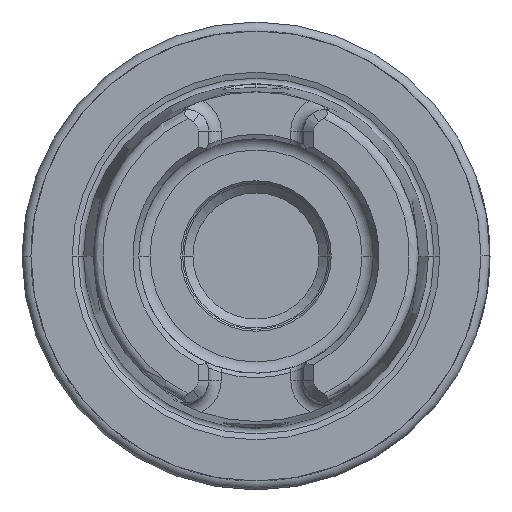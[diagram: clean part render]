
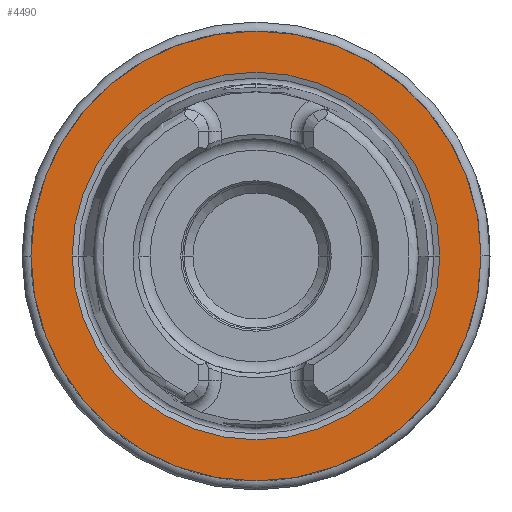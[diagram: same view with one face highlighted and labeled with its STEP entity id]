
A CAD part, left-side view. The second image highlights one B-rep face of the part: STEP entity #4490.
In plain terms, the highlighted planar face has unit normal (-1, 0, 0).
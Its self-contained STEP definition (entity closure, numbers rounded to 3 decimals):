
#867=CARTESIAN_POINT('',(0.,0.,0.));
#868=DIRECTION('',(1.,0.,0.));
#869=DIRECTION('',(0.,1.,0.));
#870=AXIS2_PLACEMENT_3D('',#867,#868,#869);
#872=CARTESIAN_POINT('',(0.,0.,0.));
#873=DIRECTION('',(-1.,0.,0.));
#874=DIRECTION('',(0.,1.,0.));
#875=AXIS2_PLACEMENT_3D('',#872,#873,#874);
#877=CARTESIAN_POINT('',(0.,0.,0.));
#878=DIRECTION('',(-1.,0.,0.));
#879=DIRECTION('',(0.,-1.,0.));
#880=AXIS2_PLACEMENT_3D('',#877,#878,#879);
#882=CARTESIAN_POINT('',(0.,0.,0.));
#883=DIRECTION('',(-1.,0.,0.));
#884=DIRECTION('',(0.,1.,0.));
#885=AXIS2_PLACEMENT_3D('',#882,#883,#884);
#3019=CARTESIAN_POINT('',(0.,-20.425,0.));
#3020=VERTEX_POINT('',#3019);
#3021=CARTESIAN_POINT('',(0.,20.425,0.));
#3022=VERTEX_POINT('',#3021);
#3341=CARTESIAN_POINT('',(0.,25.,0.));
#3342=CARTESIAN_POINT('',(0.,-25.,0.));
#3343=VERTEX_POINT('',#3341);
#3344=VERTEX_POINT('',#3342);
#4475=CARTESIAN_POINT('',(0.,0.,0.));
#4476=DIRECTION('',(1.,0.,0.));
#4477=DIRECTION('',(0.,-1.,0.));
#4478=AXIS2_PLACEMENT_3D('',#4475,#4476,#4477);
#4479=PLANE('',#4478);
#4481=ORIENTED_EDGE('',*,*,#4480,.T.);
#4483=ORIENTED_EDGE('',*,*,#4482,.F.);
#4484=EDGE_LOOP('',(#4481,#4483));
#4485=FACE_OUTER_BOUND('',#4484,.F.);
#4486=ORIENTED_EDGE('',*,*,#4470,.T.);
#4487=ORIENTED_EDGE('',*,*,#4454,.T.);
#4488=EDGE_LOOP('',(#4486,#4487));
#4489=FACE_BOUND('',#4488,.F.);
#4490=ADVANCED_FACE('',(#4485,#4489),#4479,.F.);
#871=CIRCLE('',#870,25.);
#876=CIRCLE('',#875,25.);
#881=CIRCLE('',#880,20.425);
#886=CIRCLE('',#885,20.425);
#4454=EDGE_CURVE('',#3022,#3020,#886,.T.);
#4470=EDGE_CURVE('',#3020,#3022,#881,.T.);
#4480=EDGE_CURVE('',#3343,#3344,#871,.T.);
#4482=EDGE_CURVE('',#3343,#3344,#876,.T.);
